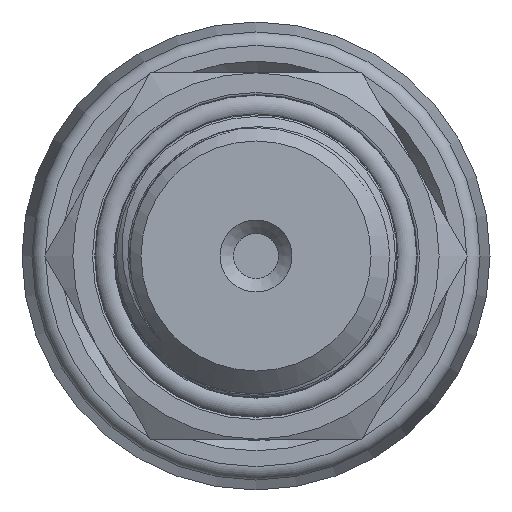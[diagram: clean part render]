
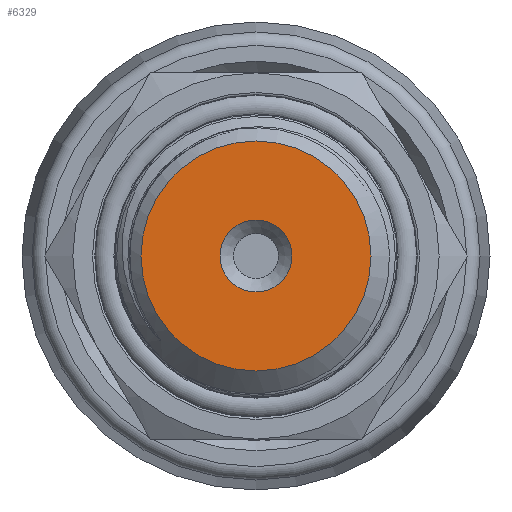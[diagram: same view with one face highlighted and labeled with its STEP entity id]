
A CAD part, left-side view. The second image highlights one B-rep face of the part: STEP entity #6329.
In plain terms, the highlighted planar face has unit normal (-1, 0, 0).
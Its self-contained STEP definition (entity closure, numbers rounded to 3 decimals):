
#84=PLANE('',#6646);
#372=FACE_BOUND('',#1118,.T.);
#738=FACE_OUTER_BOUND('',#1117,.T.);
#1117=EDGE_LOOP('',(#5895));
#1118=EDGE_LOOP('',(#5896));
#1258=CIRCLE('',#6608,8.478);
#1277=CIRCLE('',#6645,2.65);
#3019=VERTEX_POINT('',#21953);
#3039=VERTEX_POINT('',#25758);
#3953=EDGE_CURVE('',#3019,#3019,#1258,.T.);
#3993=EDGE_CURVE('',#3039,#3039,#1277,.T.);
#5895=ORIENTED_EDGE('',*,*,#3953,.T.);
#5896=ORIENTED_EDGE('',*,*,#3993,.T.);
#6329=ADVANCED_FACE('',(#738,#372),#84,.T.);
#6608=AXIS2_PLACEMENT_3D('',#21955,#7511,#7512);
#6645=AXIS2_PLACEMENT_3D('',#25760,#7593,#7594);
#6646=AXIS2_PLACEMENT_3D('',#25761,#7595,#7596);
#7511=DIRECTION('center_axis',(-1.,0.,0.));
#7512=DIRECTION('ref_axis',(0.,1.,0.));
#7593=DIRECTION('center_axis',(1.,0.,0.));
#7594=DIRECTION('ref_axis',(0.,0.,-1.));
#7595=DIRECTION('center_axis',(-1.,0.,0.));
#7596=DIRECTION('ref_axis',(0.,0.,1.));
#21953=CARTESIAN_POINT('',(-61.,-8.478,0.));
#21955=CARTESIAN_POINT('Origin',(-61.,0.,0.));
#25758=CARTESIAN_POINT('',(-61.,-2.65,0.));
#25760=CARTESIAN_POINT('Origin',(-61.,0.,0.));
#25761=CARTESIAN_POINT('Origin',(-61.,10.478,0.));
